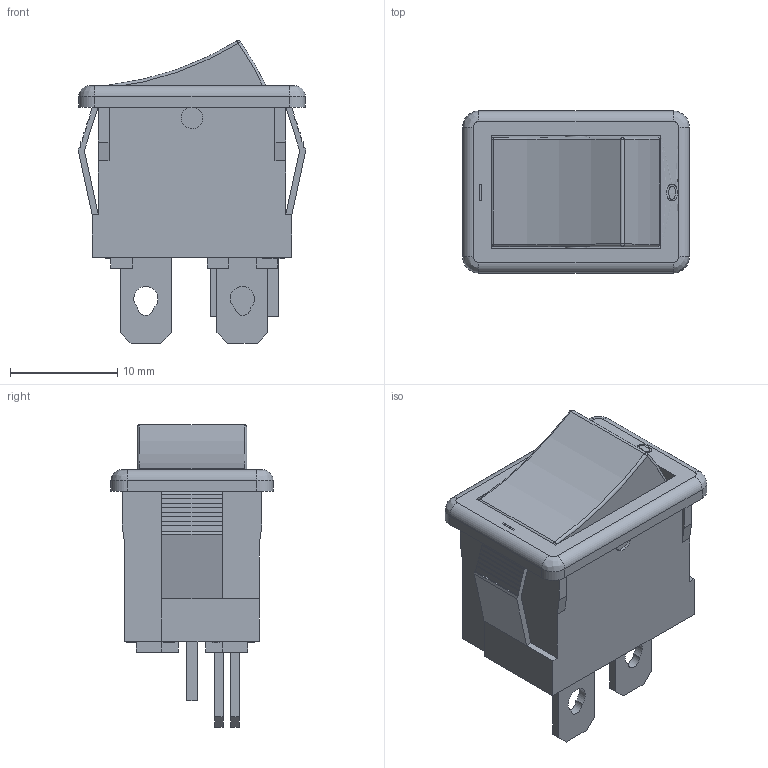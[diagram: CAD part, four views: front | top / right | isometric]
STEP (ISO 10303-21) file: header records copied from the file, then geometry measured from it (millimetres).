
FILE_DESCRIPTION((' '),'2;1');
FILE_NAME('R1973AxxxxxxEF0.stp','2017-07-19T14:35:15',(' '),(' '),' ','ACIS',' ');
FILE_SCHEMA(('CONFIG_CONTROL_DESIGN'));
Length unit declared in the file: inch
Products named in the file (1): R1973AxxxxxxEF0.stp
Bounding box: 21.2 x 15.1 x 28.2 mm (x, y, z)
Volume: 2111.1 mm3; surface area: 4613.3 mm2
Topology: 1 solids, 1 shells, 896 faces, 2455 edges, 1617 vertices
Faces by surface type: plane 573, bspline 272, cylinder 41, torus 6, sphere 4
Full cylindrical faces by diameter (mm): 2 x4
Entity records: 29640 total; most frequent: CARTESIAN_POINT 8561, ORIENTED_EDGE 4894, DIRECTION 3268, EDGE_CURVE 2447, VECTOR 1802, LINE 1802, VERTEX_POINT 1613, EDGE_LOOP 987
